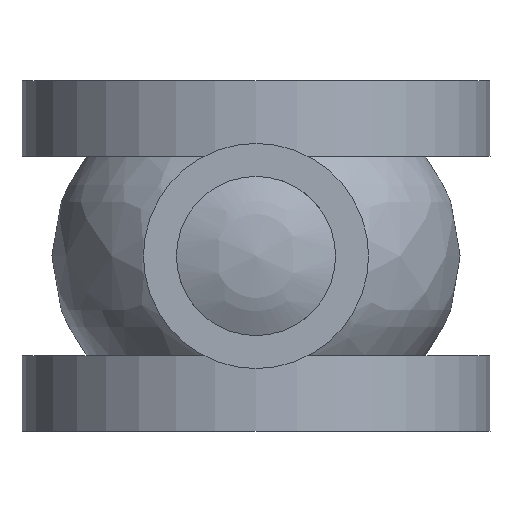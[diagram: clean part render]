
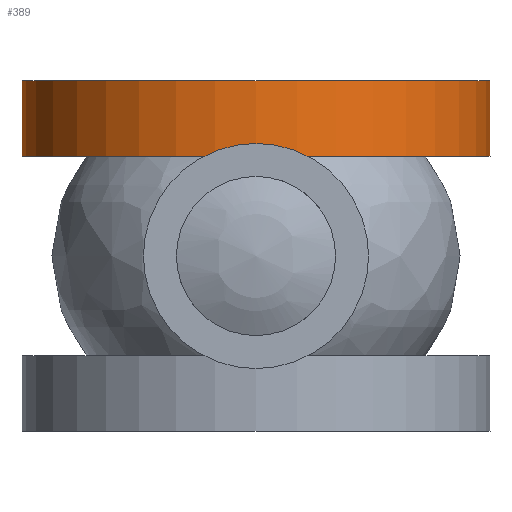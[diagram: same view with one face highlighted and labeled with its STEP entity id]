
A CAD part, left-side view. The second image highlights one B-rep face of the part: STEP entity #389.
In plain terms, the highlighted cylindrical face has radius 52.5 mm (diameter 105 mm), a full revolution.
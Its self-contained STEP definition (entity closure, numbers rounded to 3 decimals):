
#58=FACE_OUTER_BOUND('',#88,.T.);
#88=EDGE_LOOP('',(#276,#277,#278,#279));
#117=LINE('',#634,#131);
#131=VECTOR('',#534,52.5);
#147=CIRCLE('',#439,52.5);
#153=CIRCLE('',#450,52.5);
#171=VERTEX_POINT('',#612);
#177=VERTEX_POINT('',#631);
#207=EDGE_CURVE('',#171,#171,#147,.T.);
#215=EDGE_CURVE('',#177,#177,#153,.T.);
#216=EDGE_CURVE('',#171,#177,#117,.T.);
#276=ORIENTED_EDGE('',*,*,#207,.F.);
#277=ORIENTED_EDGE('',*,*,#216,.T.);
#278=ORIENTED_EDGE('',*,*,#215,.T.);
#279=ORIENTED_EDGE('',*,*,#216,.F.);
#343=CYLINDRICAL_SURFACE('',#451,52.5);
#389=ADVANCED_FACE('',(#58),#343,.T.);
#439=AXIS2_PLACEMENT_3D('',#613,#506,#507);
#450=AXIS2_PLACEMENT_3D('',#632,#530,#531);
#451=AXIS2_PLACEMENT_3D('',#633,#532,#533);
#506=DIRECTION('center_axis',(0.,0.,-1.));
#507=DIRECTION('ref_axis',(-1.,0.,0.));
#530=DIRECTION('center_axis',(0.,0.,-1.));
#531=DIRECTION('ref_axis',(-1.,0.,0.));
#532=DIRECTION('center_axis',(0.,0.,-1.));
#533=DIRECTION('ref_axis',(-1.,0.,0.));
#534=DIRECTION('',(0.,0.,1.));
#612=CARTESIAN_POINT('',(52.5,0.,22.35));
#613=CARTESIAN_POINT('Origin',(0.,0.,22.35));
#631=CARTESIAN_POINT('',(52.5,0.,39.35));
#632=CARTESIAN_POINT('Origin',(0.,0.,39.35));
#633=CARTESIAN_POINT('Origin',(0.,0.,26.6));
#634=CARTESIAN_POINT('',(52.5,0.,26.6));
